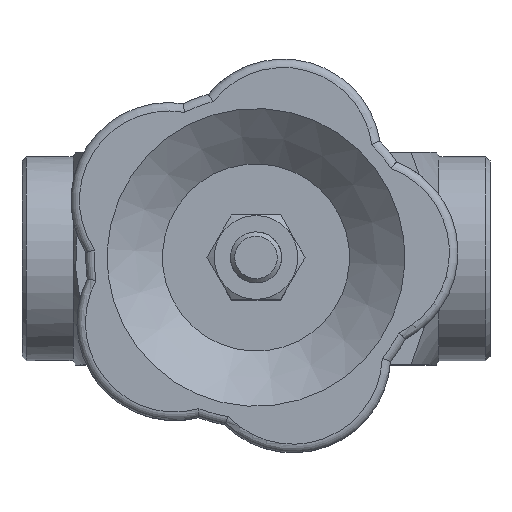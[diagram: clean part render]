
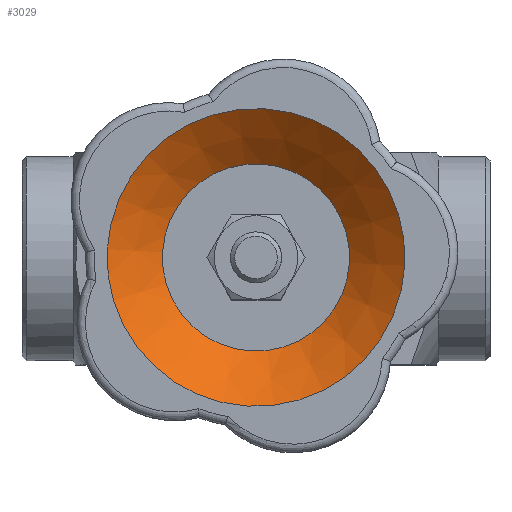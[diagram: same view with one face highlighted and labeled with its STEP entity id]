
A CAD part, top view. The second image highlights one B-rep face of the part: STEP entity #3029.
In plain terms, the highlighted conical face has half-angle 49.764 degrees and reference radius 11 mm.
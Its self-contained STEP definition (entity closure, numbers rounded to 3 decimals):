
#77=CONICAL_SURFACE('',#3208,11.,0.869);
#118=CIRCLE('',#3207,11.);
#119=CIRCLE('',#3209,17.5);
#587=ORIENTED_EDGE('',*,*,#1073,.F.);
#588=ORIENTED_EDGE('',*,*,#1072,.T.);
#1072=EDGE_CURVE('',#1341,#1341,#118,.T.);
#1073=EDGE_CURVE('',#1342,#1342,#119,.T.);
#1341=VERTEX_POINT('',#4442);
#1342=VERTEX_POINT('',#4445);
#1634=EDGE_LOOP('',(#587));
#1635=EDGE_LOOP('',(#588));
#1821=FACE_BOUND('',#1634,.T.);
#1822=FACE_BOUND('',#1635,.T.);
#3029=ADVANCED_FACE('',(#1821,#1822),#77,.F.);
#3207=AXIS2_PLACEMENT_3D('',#4441,#3574,#3575);
#3208=AXIS2_PLACEMENT_3D('',#4443,#3576,#3577);
#3209=AXIS2_PLACEMENT_3D('',#4444,#3578,#3579);
#3574=DIRECTION('',(0.,0.,-1.));
#3575=DIRECTION('',(-0.548,-0.837,0.));
#3576=DIRECTION('',(0.,0.,1.));
#3577=DIRECTION('',(0.548,0.837,0.));
#3578=DIRECTION('',(0.,0.,-1.));
#3579=DIRECTION('',(-0.548,-0.837,0.));
#4441=CARTESIAN_POINT('',(0.,0.,79.601));
#4442=CARTESIAN_POINT('',(-6.026,-9.203,79.601));
#4443=CARTESIAN_POINT('',(0.,0.,79.601));
#4444=CARTESIAN_POINT('',(0.,0.,85.101));
#4445=CARTESIAN_POINT('',(-9.587,-14.64,85.101));
